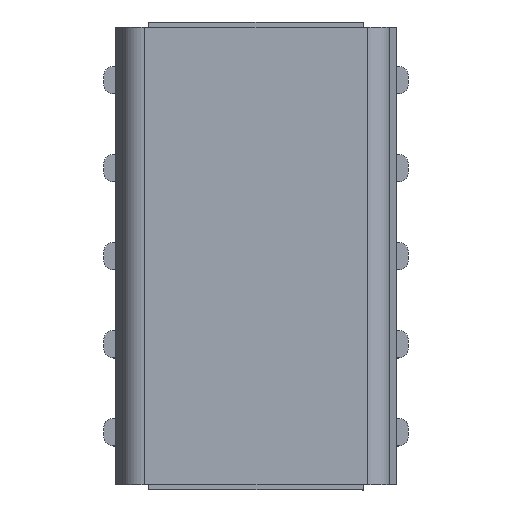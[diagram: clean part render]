
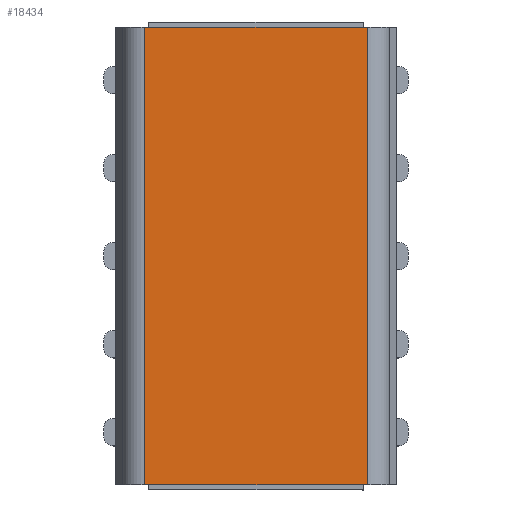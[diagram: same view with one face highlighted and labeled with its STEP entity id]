
A CAD part, top view. The second image highlights one B-rep face of the part: STEP entity #18434.
In plain terms, the highlighted planar face has unit normal (0, 0, 1).
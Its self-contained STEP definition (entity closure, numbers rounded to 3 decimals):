
#1882=ORIENTED_EDGE('',*,*,#5647,.T.);
#1883=ORIENTED_EDGE('',*,*,#5646,.F.);
#1884=ORIENTED_EDGE('',*,*,#5648,.F.);
#1885=ORIENTED_EDGE('',*,*,#5649,.T.);
#5646=EDGE_CURVE('',#7547,#7546,#8972,.T.);
#5647=EDGE_CURVE('',#7548,#7546,#8973,.T.);
#5648=EDGE_CURVE('',#7549,#7547,#8974,.T.);
#5649=EDGE_CURVE('',#7549,#7548,#8975,.T.);
#7546=VERTEX_POINT('',#25250);
#7547=VERTEX_POINT('',#25252);
#7548=VERTEX_POINT('',#25256);
#7549=VERTEX_POINT('',#25258);
#8972=LINE('',#25253,#10384);
#8973=LINE('',#25255,#10385);
#8974=LINE('',#25257,#10386);
#8975=LINE('',#25259,#10387);
#10384=VECTOR('',#21166,1000.);
#10385=VECTOR('',#21169,1000.);
#10386=VECTOR('',#21170,1000.);
#10387=VECTOR('',#21171,1000.);
#11400=EDGE_LOOP('',(#1882,#1883,#1884,#1885));
#12134=FACE_BOUND('',#11400,.T.);
#12863=PLANE('',#19219);
#18434=ADVANCED_FACE('',(#12134),#12863,.F.);
#19219=AXIS2_PLACEMENT_3D('',#25254,#21167,#21168);
#21166=DIRECTION('',(-1.,0.,0.));
#21167=DIRECTION('',(0.,0.,-1.));
#21168=DIRECTION('',(0.,1.,0.));
#21169=DIRECTION('',(0.,-1.,0.));
#21170=DIRECTION('',(0.,-1.,0.));
#21171=DIRECTION('',(-1.,0.,0.));
#25250=CARTESIAN_POINT('',(-3.3,-1.608,1.148));
#25252=CARTESIAN_POINT('',(3.3,-1.608,1.148));
#25253=CARTESIAN_POINT('',(3.3,-1.608,1.148));
#25254=CARTESIAN_POINT('',(3.3,-1.608,1.148));
#25255=CARTESIAN_POINT('',(-3.3,-1.608,1.148));
#25256=CARTESIAN_POINT('',(-3.3,1.608,1.148));
#25257=CARTESIAN_POINT('',(3.3,-1.608,1.148));
#25258=CARTESIAN_POINT('',(3.3,1.608,1.148));
#25259=CARTESIAN_POINT('',(3.3,1.608,1.148));
